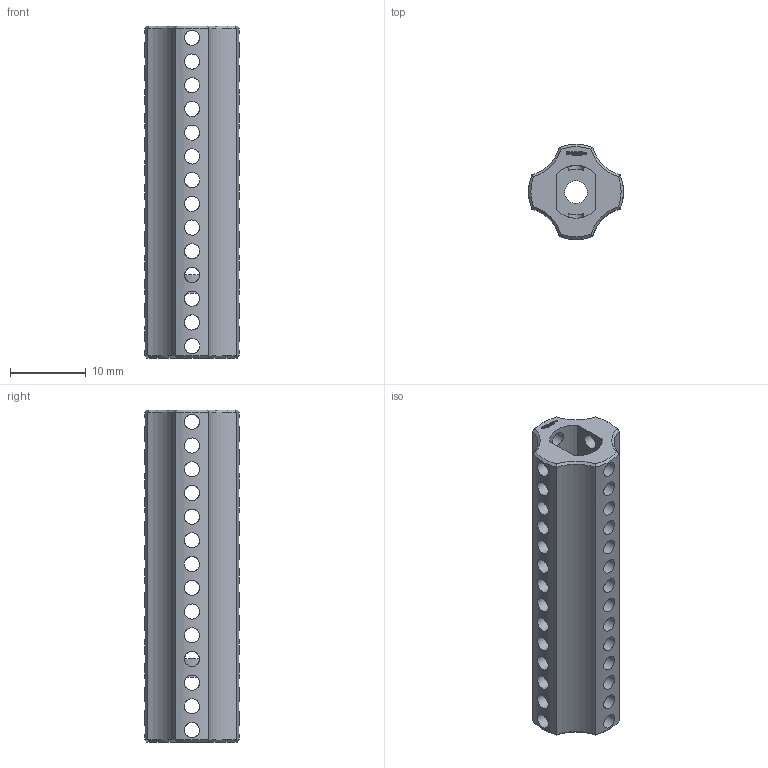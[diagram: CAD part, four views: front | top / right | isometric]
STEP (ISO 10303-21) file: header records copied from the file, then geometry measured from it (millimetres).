
FILE_DESCRIPTION(('FreeCAD Model'),'2;1');
FILE_NAME('Open CASCADE Shape Model','2024-06-16T00:56:39',(''),(''), 'Open CASCADE STEP processor 7.6','FreeCAD','Unknown');
FILE_SCHEMA(('AUTOMOTIVE_DESIGN { 1 0 10303 214 1 1 1 1 }'));
Length unit declared in the file: millimetre
Products named in the file (1): Power-Transmission Hub PLN IDX FXD TTMotor BU03.50 - SPN-PTH-0213 
(stemfie.org)
Bounding box: 12.5 x 12.5 x 43.75 mm (x, y, z)
Volume: 2747.1 mm3; surface area: 3592.8 mm2
Topology: 1 solids, 1 shells, 568 faces, 1651 edges, 1104 vertices
Faces by surface type: plane 325, extrusion 144, cylinder 77, cone 22
Full cylindrical faces by diameter (mm): 2 x56, 3 x1
Entity records: 24261 total; most frequent: CARTESIAN_POINT 9737, ORIENTED_EDGE 3302, DIRECTION 2325, EDGE_CURVE 1651, VECTOR 1241, VERTEX_POINT 1104, LINE 1097, FACE_BOUND 701
